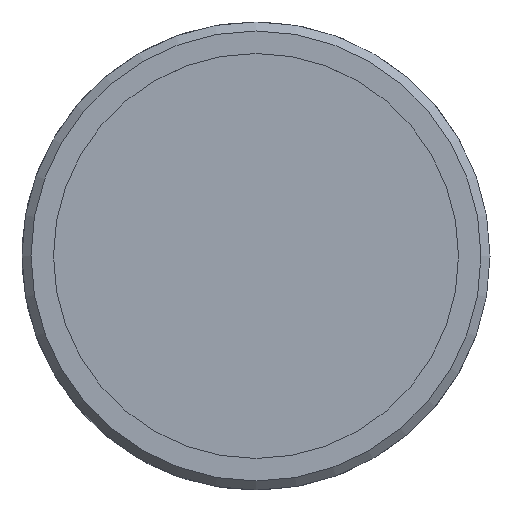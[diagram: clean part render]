
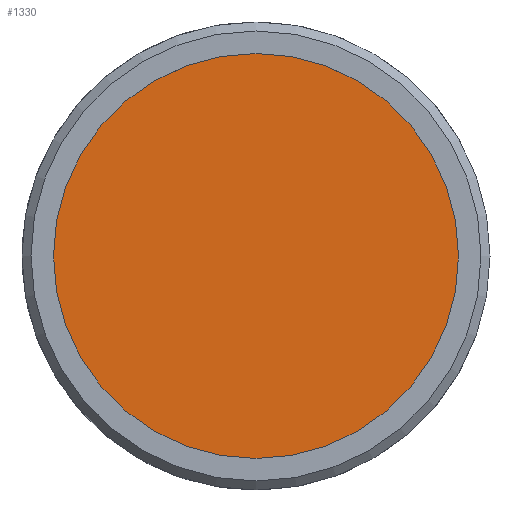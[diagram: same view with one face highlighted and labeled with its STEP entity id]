
A CAD part, top view. The second image highlights one B-rep face of the part: STEP entity #1330.
In plain terms, the highlighted planar face has unit normal (0, 0, 1).
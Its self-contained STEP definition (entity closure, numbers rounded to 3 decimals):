
#1283=CARTESIAN_POINT('',(132.5,100.,15.8));
#1284=VERTEX_POINT('',#1283);
#1293=CARTESIAN_POINT('',(110.,100.,15.8));
#1294=DIRECTION('',(0.,0.,1.));
#1295=DIRECTION('',(1.,0.,-0.));
#1296=AXIS2_PLACEMENT_3D('',#1293,#1294,#1295);
#1297=CIRCLE('',#1296,22.5);
#1298=EDGE_CURVE('',#1284,#1284,#1297,.T.);
#1322=CARTESIAN_POINT('',(60.,-100.,15.8));
#1323=DIRECTION('',(0.,0.,1.));
#1324=DIRECTION('',(0.,-1.,0.));
#1325=AXIS2_PLACEMENT_3D('',#1322,#1323,#1324);
#1326=PLANE('',#1325);
#1327=ORIENTED_EDGE('',*,*,#1298,.T.);
#1328=EDGE_LOOP('',(#1327));
#1329=FACE_BOUND('',#1328,.T.);
#1330=ADVANCED_FACE('',(#1329),#1326,.T.);
